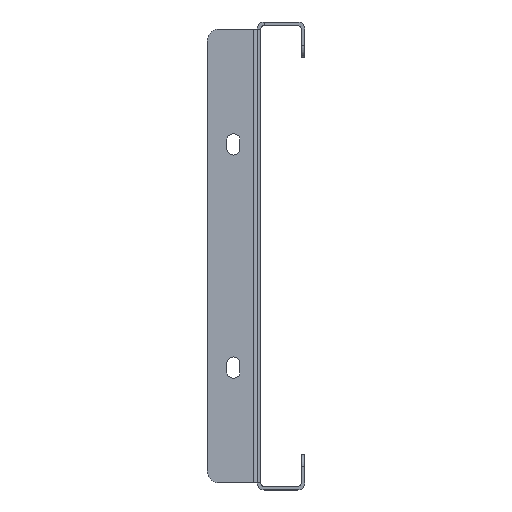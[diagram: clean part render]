
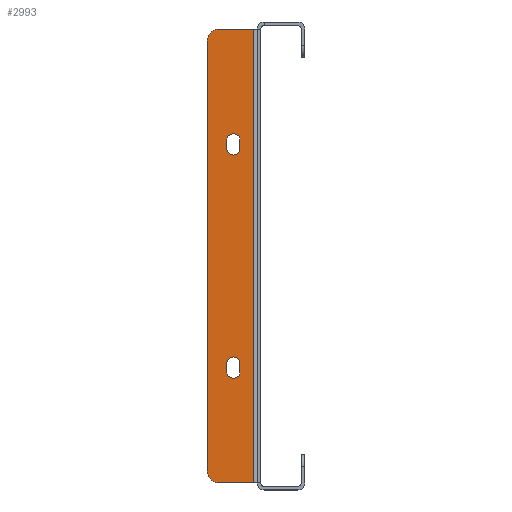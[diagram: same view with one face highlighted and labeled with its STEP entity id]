
A CAD part, left-side view. The second image highlights one B-rep face of the part: STEP entity #2993.
In plain terms, the highlighted planar face has unit normal (-1, 0, 0).
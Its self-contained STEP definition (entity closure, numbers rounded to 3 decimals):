
#177 = DIRECTION ( 'NONE',  ( -1., 0., 0. ) ) ;
#201 = CIRCLE ( 'NONE', #5837, 5. ) ;
#321 = ORIENTED_EDGE ( 'NONE', *, *, #7642, .F. ) ;
#357 = CARTESIAN_POINT ( 'NONE',  ( -396., 0., 0. ) ) ;
#375 = ORIENTED_EDGE ( 'NONE', *, *, #1730, .T. ) ;
#458 = DIRECTION ( 'NONE',  ( -1., 0., 0. ) ) ;
#492 = DIRECTION ( 'NONE',  ( 0., -1., 0. ) ) ;
#629 = DIRECTION ( 'NONE',  ( 0., 0., 1. ) ) ;
#746 = VERTEX_POINT ( 'NONE', #9442 ) ;
#856 = CARTESIAN_POINT ( 'NONE',  ( -396., 12.75, 45.25 ) ) ;
#879 = VECTOR ( 'NONE', #7059, 1000. ) ;
#889 = EDGE_LOOP ( 'NONE', ( #7325, #8840, #2954, #1434, #6405, #375 ) ) ;
#912 = DIRECTION ( 'NONE',  ( -1., 0., 0. ) ) ;
#927 = ORIENTED_EDGE ( 'NONE', *, *, #3456, .F. ) ;
#1091 = VECTOR ( 'NONE', #7501, 1000. ) ;
#1256 = ORIENTED_EDGE ( 'NONE', *, *, #4322, .F. ) ;
#1278 = LINE ( 'NONE', #9672, #3245 ) ;
#1289 = VERTEX_POINT ( 'NONE', #8082 ) ;
#1346 = CARTESIAN_POINT ( 'NONE',  ( -396., 21., 95.5 ) ) ;
#1362 = DIRECTION ( 'NONE',  ( 0., 0., 1. ) ) ;
#1434 = ORIENTED_EDGE ( 'NONE', *, *, #5916, .T. ) ;
#1508 = ORIENTED_EDGE ( 'NONE', *, *, #3177, .F. ) ;
#1730 = EDGE_CURVE ( 'NONE', #5176, #8167, #1278, .T. ) ;
#1743 = AXIS2_PLACEMENT_3D ( 'NONE', #2963, #2807, #8303 ) ;
#1907 = LINE ( 'NONE', #3419, #9791 ) ;
#2114 = AXIS2_PLACEMENT_3D ( 'NONE', #7122, #4802, #2430 ) ;
#2158 = LINE ( 'NONE', #856, #7451 ) ;
#2177 = CARTESIAN_POINT ( 'NONE',  ( -396., 12.75, 48.75 ) ) ;
#2401 = CARTESIAN_POINT ( 'NONE',  ( -396., 21., 90.5 ) ) ;
#2430 = DIRECTION ( 'NONE',  ( 0., -1., 0. ) ) ;
#2567 = CARTESIAN_POINT ( 'NONE',  ( -396., 7.25, -45.25 ) ) ;
#2586 = CIRCLE ( 'NONE', #2114, 2.75 ) ;
#2687 = ORIENTED_EDGE ( 'NONE', *, *, #2921, .F. ) ;
#2742 = DIRECTION ( 'NONE',  ( 0., 0., 1. ) ) ;
#2807 = DIRECTION ( 'NONE',  ( -1., 0., 0. ) ) ;
#2812 = CARTESIAN_POINT ( 'NONE',  ( -396., 21., -95.5 ) ) ;
#2921 = EDGE_CURVE ( 'NONE', #4555, #4357, #4628, .T. ) ;
#2954 = ORIENTED_EDGE ( 'NONE', *, *, #9790, .F. ) ;
#2963 = CARTESIAN_POINT ( 'NONE',  ( -396., 16., -90.5 ) ) ;
#2993 = ADVANCED_FACE ( 'NONE', ( #8154, #7448, #5744 ), #7998, .T. ) ;
#3066 = DIRECTION ( 'NONE',  ( -1., 0., 0. ) ) ;
#3133 = VERTEX_POINT ( 'NONE', #9905 ) ;
#3177 = EDGE_CURVE ( 'NONE', #746, #7473, #4526, .T. ) ;
#3243 = ORIENTED_EDGE ( 'NONE', *, *, #8356, .F. ) ;
#3245 = VECTOR ( 'NONE', #629, 1000. ) ;
#3419 = CARTESIAN_POINT ( 'NONE',  ( -396., 7.25, -45.25 ) ) ;
#3456 = EDGE_CURVE ( 'NONE', #7438, #746, #8428, .T. ) ;
#3828 = CARTESIAN_POINT ( 'NONE',  ( -396., 10., -45.25 ) ) ;
#3996 = CARTESIAN_POINT ( 'NONE',  ( -396., 16., 90.5 ) ) ;
#3997 = EDGE_CURVE ( 'NONE', #3133, #4555, #6508, .T. ) ;
#4054 = CARTESIAN_POINT ( 'NONE',  ( -396., 12.75, -48.75 ) ) ;
#4138 = EDGE_LOOP ( 'NONE', ( #1256, #321, #2687, #7572 ) ) ;
#4293 = EDGE_CURVE ( 'NONE', #7792, #8167, #6101, .T. ) ;
#4316 = LINE ( 'NONE', #1346, #9207 ) ;
#4322 = EDGE_CURVE ( 'NONE', #9889, #3133, #7769, .T. ) ;
#4357 = VERTEX_POINT ( 'NONE', #9546 ) ;
#4367 = CARTESIAN_POINT ( 'NONE',  ( -396., 1.5, 95.5 ) ) ;
#4526 = LINE ( 'NONE', #6853, #7360 ) ;
#4555 = VERTEX_POINT ( 'NONE', #4054 ) ;
#4598 = DIRECTION ( 'NONE',  ( 0., -1., 0. ) ) ;
#4628 = CIRCLE ( 'NONE', #7999, 2.75 ) ;
#4782 = VERTEX_POINT ( 'NONE', #5436 ) ;
#4789 = AXIS2_PLACEMENT_3D ( 'NONE', #357, #458, #7396 ) ;
#4801 = CIRCLE ( 'NONE', #1743, 5. ) ;
#4802 = DIRECTION ( 'NONE',  ( -1., 0., 0. ) ) ;
#4834 = CARTESIAN_POINT ( 'NONE',  ( -396., 16., 95.5 ) ) ;
#5054 = VECTOR ( 'NONE', #9157, 1000. ) ;
#5176 = VERTEX_POINT ( 'NONE', #7028 ) ;
#5436 = CARTESIAN_POINT ( 'NONE',  ( -396., 21., -90.5 ) ) ;
#5600 = CARTESIAN_POINT ( 'NONE',  ( -396., 12.75, -45.25 ) ) ;
#5695 = DIRECTION ( 'NONE',  ( 0., 0., 1. ) ) ;
#5744 = FACE_OUTER_BOUND ( 'NONE', #889, .T. ) ;
#5837 = AXIS2_PLACEMENT_3D ( 'NONE', #3996, #177, #4598 ) ;
#5916 = EDGE_CURVE ( 'NONE', #4782, #1289, #4801, .T. ) ;
#6030 = CARTESIAN_POINT ( 'NONE',  ( -396., 7.25, 48.75 ) ) ;
#6101 = LINE ( 'NONE', #9295, #5054 ) ;
#6146 = DIRECTION ( 'NONE',  ( 0., 1., 0. ) ) ;
#6200 = ORIENTED_EDGE ( 'NONE', *, *, #7003, .F. ) ;
#6338 = AXIS2_PLACEMENT_3D ( 'NONE', #7332, #7381, #492 ) ;
#6405 = ORIENTED_EDGE ( 'NONE', *, *, #7959, .F. ) ;
#6508 = LINE ( 'NONE', #5600, #879 ) ;
#6603 = EDGE_CURVE ( 'NONE', #7792, #7048, #201, .T. ) ;
#6853 = CARTESIAN_POINT ( 'NONE',  ( -396., 7.25, 45.25 ) ) ;
#7003 = EDGE_CURVE ( 'NONE', #8641, #7438, #2158, .T. ) ;
#7008 = CARTESIAN_POINT ( 'NONE',  ( -396., 10., -48.75 ) ) ;
#7012 = CARTESIAN_POINT ( 'NONE',  ( -396., 12.75, 45.25 ) ) ;
#7028 = CARTESIAN_POINT ( 'NONE',  ( -396., 1.5, -95.5 ) ) ;
#7048 = VERTEX_POINT ( 'NONE', #2401 ) ;
#7059 = DIRECTION ( 'NONE',  ( 0., 0., -1. ) ) ;
#7122 = CARTESIAN_POINT ( 'NONE',  ( -396., 10., 48.75 ) ) ;
#7294 = AXIS2_PLACEMENT_3D ( 'NONE', #3828, #3066, #6146 ) ;
#7325 = ORIENTED_EDGE ( 'NONE', *, *, #4293, .F. ) ;
#7332 = CARTESIAN_POINT ( 'NONE',  ( -396., 10., 45.25 ) ) ;
#7360 = VECTOR ( 'NONE', #1362, 1000. ) ;
#7381 = DIRECTION ( 'NONE',  ( -1., 0., 0. ) ) ;
#7396 = DIRECTION ( 'NONE',  ( 0., -1., 0. ) ) ;
#7438 = VERTEX_POINT ( 'NONE', #7012 ) ;
#7448 = FACE_BOUND ( 'NONE', #4138, .T. ) ;
#7451 = VECTOR ( 'NONE', #7549, 1000. ) ;
#7473 = VERTEX_POINT ( 'NONE', #6030 ) ;
#7501 = DIRECTION ( 'NONE',  ( 0., 1., 0. ) ) ;
#7549 = DIRECTION ( 'NONE',  ( 0., 0., -1. ) ) ;
#7572 = ORIENTED_EDGE ( 'NONE', *, *, #3997, .F. ) ;
#7642 = EDGE_CURVE ( 'NONE', #4357, #9889, #1907, .T. ) ;
#7769 = CIRCLE ( 'NONE', #7294, 2.75 ) ;
#7792 = VERTEX_POINT ( 'NONE', #4834 ) ;
#7959 = EDGE_CURVE ( 'NONE', #5176, #1289, #9710, .T. ) ;
#7998 = PLANE ( 'NONE',  #4789 ) ;
#7999 = AXIS2_PLACEMENT_3D ( 'NONE', #7008, #912, #9501 ) ;
#8082 = CARTESIAN_POINT ( 'NONE',  ( -396., 16., -95.5 ) ) ;
#8154 = FACE_BOUND ( 'NONE', #9649, .T. ) ;
#8167 = VERTEX_POINT ( 'NONE', #4367 ) ;
#8303 = DIRECTION ( 'NONE',  ( 0., -1., 0. ) ) ;
#8356 = EDGE_CURVE ( 'NONE', #7473, #8641, #2586, .T. ) ;
#8428 = CIRCLE ( 'NONE', #6338, 2.75 ) ;
#8641 = VERTEX_POINT ( 'NONE', #2177 ) ;
#8840 = ORIENTED_EDGE ( 'NONE', *, *, #6603, .T. ) ;
#9157 = DIRECTION ( 'NONE',  ( 0., -1., 0. ) ) ;
#9207 = VECTOR ( 'NONE', #2742, 1000. ) ;
#9295 = CARTESIAN_POINT ( 'NONE',  ( -396., 0., 95.5 ) ) ;
#9442 = CARTESIAN_POINT ( 'NONE',  ( -396., 7.25, 45.25 ) ) ;
#9501 = DIRECTION ( 'NONE',  ( 0., 1., 0. ) ) ;
#9546 = CARTESIAN_POINT ( 'NONE',  ( -396., 7.25, -48.75 ) ) ;
#9649 = EDGE_LOOP ( 'NONE', ( #927, #6200, #3243, #1508 ) ) ;
#9672 = CARTESIAN_POINT ( 'NONE',  ( -396., 1.5, 0. ) ) ;
#9710 = LINE ( 'NONE', #2812, #1091 ) ;
#9790 = EDGE_CURVE ( 'NONE', #4782, #7048, #4316, .T. ) ;
#9791 = VECTOR ( 'NONE', #5695, 1000. ) ;
#9889 = VERTEX_POINT ( 'NONE', #2567 ) ;
#9905 = CARTESIAN_POINT ( 'NONE',  ( -396., 12.75, -45.25 ) ) ;
